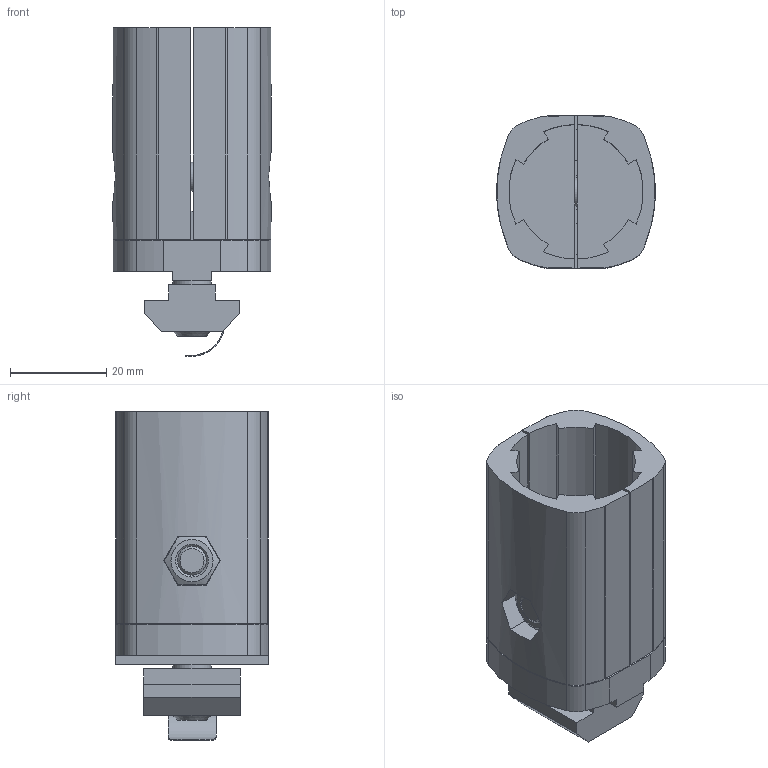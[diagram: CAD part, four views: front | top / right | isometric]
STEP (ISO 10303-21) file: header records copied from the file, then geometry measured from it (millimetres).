
FILE_DESCRIPTION(/* description */ (''),/* implementation_level */ '2;1');
FILE_NAME(/* name */ '41D-157-1.step',/* time_stamp */ '2023-06-14T13:59:45-04:00',/* author */ (''),/* organization */ (''),/* preprocessor_version */ 'ST-DEVELOPER v19.2',/* originating_system */ 'Autodesk Translation Framework v12.6.0.85',/* authorisation */ '');
FILE_SCHEMA (('AUTOMOTIVE_DESIGN { 1 0 10303 214 3 1 1 }'));
Length unit declared in the file: millimetre
Products named in the file (3): Untitled; 41D-157-0; M8S-PF
Assembly tree (2 placements, depth 2):
  Untitled
    41D-157-0
    M8S-PF
Bounding box: 32.97 x 31.79 x 68.37 mm (x, y, z)
Volume: 36253.5 mm3; surface area: 20045.1 mm2
Topology: 8 solids, 8 shells, 193 faces, 519 edges, 348 vertices
Faces by surface type: plane 115, cylinder 66, cone 10, bspline 2
Full cylindrical faces by diameter (mm): 5.2 x1, 6 x1, 6.2 x2, 6.779 x2, 6.9 x1, 8 x2, 8.17 x2, 10 x1, 13 x2
Entity records: 9388 total; most frequent: CARTESIAN_POINT 4478, ORIENTED_EDGE 1036, DIRECTION 967, EDGE_CURVE 518, VERTEX_POINT 348, AXIS2_PLACEMENT_3D 334, LINE 299, VECTOR 299
